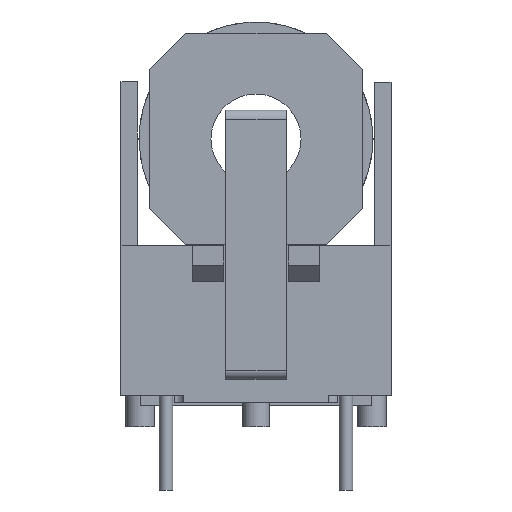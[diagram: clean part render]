
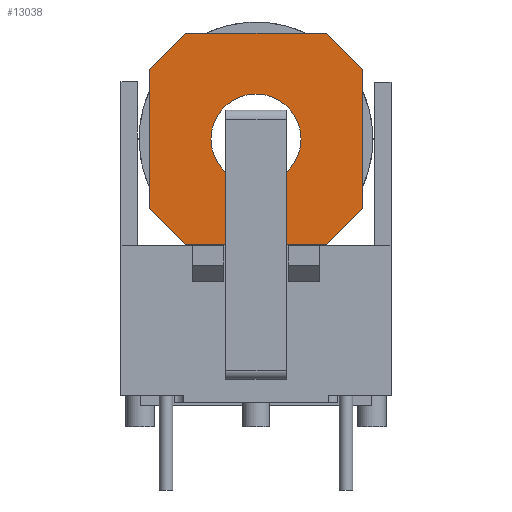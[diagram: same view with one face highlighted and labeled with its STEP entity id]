
A CAD part, left-side view. The second image highlights one B-rep face of the part: STEP entity #13038.
In plain terms, the highlighted planar face has unit normal (-1, 0, 0).
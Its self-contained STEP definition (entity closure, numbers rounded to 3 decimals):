
#172=CIRCLE('',#13615,2.5);
#618=ORIENTED_EDGE('',*,*,#3338,.F.);
#619=ORIENTED_EDGE('',*,*,#3331,.F.);
#620=ORIENTED_EDGE('',*,*,#3339,.F.);
#621=ORIENTED_EDGE('',*,*,#3327,.T.);
#622=ORIENTED_EDGE('',*,*,#3340,.F.);
#623=ORIENTED_EDGE('',*,*,#3322,.F.);
#624=ORIENTED_EDGE('',*,*,#3341,.F.);
#625=ORIENTED_EDGE('',*,*,#3334,.F.);
#626=ORIENTED_EDGE('',*,*,#3342,.T.);
#3322=EDGE_CURVE('',#4667,#4668,#5546,.T.);
#3327=EDGE_CURVE('',#4673,#4672,#5551,.T.);
#3331=EDGE_CURVE('',#4676,#4677,#5555,.T.);
#3334=EDGE_CURVE('',#4679,#4680,#5558,.T.);
#3338=EDGE_CURVE('',#4677,#4679,#5562,.T.);
#3339=EDGE_CURVE('',#4673,#4676,#5563,.T.);
#3340=EDGE_CURVE('',#4668,#4672,#5564,.T.);
#3341=EDGE_CURVE('',#4680,#4667,#5565,.T.);
#3342=EDGE_CURVE('',#4683,#4683,#172,.T.);
#4667=VERTEX_POINT('',#17604);
#4668=VERTEX_POINT('',#17605);
#4672=VERTEX_POINT('',#17614);
#4673=VERTEX_POINT('',#17616);
#4676=VERTEX_POINT('',#17623);
#4677=VERTEX_POINT('',#17625);
#4679=VERTEX_POINT('',#17631);
#4680=VERTEX_POINT('',#17632);
#4683=VERTEX_POINT('',#17644);
#5546=LINE('',#17603,#6694);
#5551=LINE('',#17615,#6699);
#5555=LINE('',#17624,#6703);
#5558=LINE('',#17630,#6706);
#5562=LINE('',#17639,#6710);
#5563=LINE('',#17640,#6711);
#5564=LINE('',#17641,#6712);
#5565=LINE('',#17642,#6713);
#6694=VECTOR('',#14455,1000.);
#6699=VECTOR('',#14462,1000.);
#6703=VECTOR('',#14468,1000.);
#6706=VECTOR('',#14473,1000.);
#6710=VECTOR('',#14479,1000.);
#6711=VECTOR('',#14480,1000.);
#6712=VECTOR('',#14481,1000.);
#6713=VECTOR('',#14482,1000.);
#7762=EDGE_LOOP('',(#618,#619,#620,#621,#622,#623,#624,#625));
#7763=EDGE_LOOP('',(#626));
#8376=FACE_BOUND('',#7762,.T.);
#8377=FACE_BOUND('',#7763,.T.);
#8976=PLANE('',#13614);
#13038=ADVANCED_FACE('',(#8376,#8377),#8976,.F.);
#13614=AXIS2_PLACEMENT_3D('',#17638,#14477,#14478);
#13615=AXIS2_PLACEMENT_3D('',#17643,#14483,#14484);
#14455=DIRECTION('',(0.,-0.707,-0.707));
#14462=DIRECTION('',(0.,-0.707,0.707));
#14468=DIRECTION('',(0.,0.707,0.707));
#14473=DIRECTION('',(0.,-0.707,0.707));
#14477=DIRECTION('',(1.,0.,0.));
#14478=DIRECTION('',(0.,0.,-1.));
#14479=DIRECTION('',(0.,0.,1.));
#14480=DIRECTION('',(0.,1.,0.));
#14481=DIRECTION('',(0.,0.,-1.));
#14482=DIRECTION('',(0.,-1.,0.));
#14483=DIRECTION('',(1.,0.,0.));
#14484=DIRECTION('',(0.,0.,-1.));
#17603=CARTESIAN_POINT('',(-8.832,-3.916,21.209));
#17604=CARTESIAN_POINT('',(-8.832,-3.916,21.209));
#17605=CARTESIAN_POINT('',(-8.832,-5.916,19.209));
#17614=CARTESIAN_POINT('',(-8.832,-5.916,11.467));
#17615=CARTESIAN_POINT('',(-8.832,2.775,2.775));
#17616=CARTESIAN_POINT('',(-8.832,-3.916,9.467));
#17623=CARTESIAN_POINT('',(-8.832,3.916,9.467));
#17624=CARTESIAN_POINT('',(-8.832,3.916,9.467));
#17625=CARTESIAN_POINT('',(-8.832,5.916,11.467));
#17630=CARTESIAN_POINT('',(-8.832,5.916,19.209));
#17631=CARTESIAN_POINT('',(-8.832,5.916,19.209));
#17632=CARTESIAN_POINT('',(-8.832,3.916,21.209));
#17638=CARTESIAN_POINT('',(-8.832,0.,0.));
#17639=CARTESIAN_POINT('',(-8.832,5.916,9.867));
#17640=CARTESIAN_POINT('',(-8.832,-0.565,9.467));
#17641=CARTESIAN_POINT('',(-8.832,-5.916,20.809));
#17642=CARTESIAN_POINT('',(-8.832,5.516,21.209));
#17643=CARTESIAN_POINT('',(-8.832,0.,15.338));
#17644=CARTESIAN_POINT('',(-8.832,0.,12.838));
